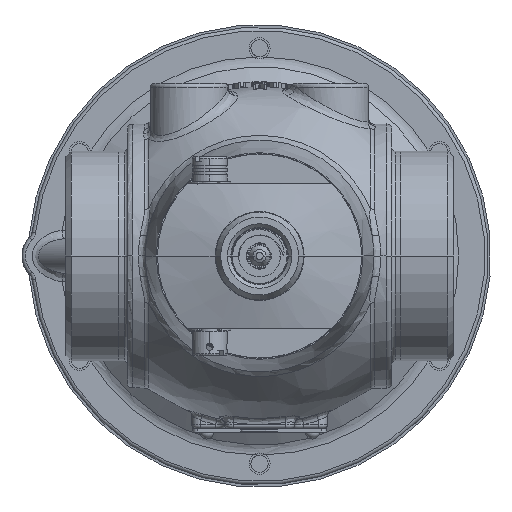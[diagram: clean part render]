
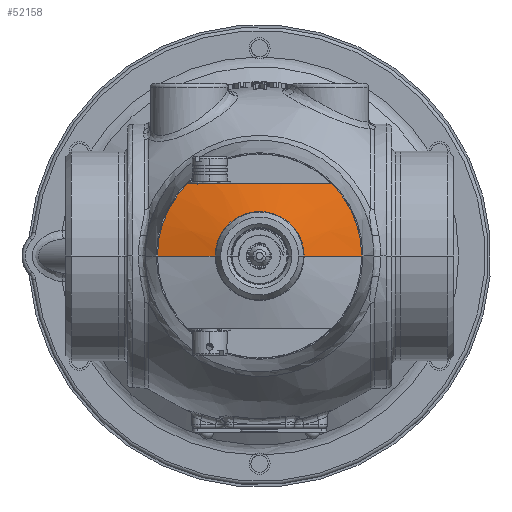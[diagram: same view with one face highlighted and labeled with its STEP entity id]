
A CAD part, front view. The second image highlights one B-rep face of the part: STEP entity #52158.
In plain terms, the highlighted conical face has half-angle 75 degrees and reference radius 20.824 mm.
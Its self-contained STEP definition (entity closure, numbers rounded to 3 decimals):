
#49933=CARTESIAN_POINT('',(0.,38.96,0.));
#49934=DIRECTION('',(0.,-1.,0.));
#49935=DIRECTION('',(1.,0.,0.));
#49936=AXIS2_PLACEMENT_3D('',#49933,#49934,#49935);
#49938=CARTESIAN_POINT('',(0.,34.579,0.));
#49939=DIRECTION('',(0.,-1.,0.));
#49940=DIRECTION('',(1.,0.,0.));
#49941=AXIS2_PLACEMENT_3D('',#49938,#49939,#49940);
#49943=CARTESIAN_POINT('',(20.512,34.579,20.5));
#49944=CARTESIAN_POINT('',(19.095,34.847,20.5));
#49945=CARTESIAN_POINT('',(16.4,35.33,20.5));
#49946=CARTESIAN_POINT('',(12.87,35.879,20.5));
#49947=CARTESIAN_POINT('',(9.578,36.303,20.5));
#49948=CARTESIAN_POINT('',(6.386,36.615,20.5));
#49949=CARTESIAN_POINT('',(3.202,36.811,20.5));
#49950=CARTESIAN_POINT('',(-0.004,36.879,20.5));
#49951=CARTESIAN_POINT('',(-3.21,36.811,20.5));
#49952=CARTESIAN_POINT('',(-6.394,36.615,20.5));
#49953=CARTESIAN_POINT('',(-9.583,36.303,20.5));
#49954=CARTESIAN_POINT('',(-12.871,35.879,20.5));
#49955=CARTESIAN_POINT('',(-16.399,35.33,20.5));
#49956=CARTESIAN_POINT('',(-19.094,34.848,20.5));
#49957=CARTESIAN_POINT('',(-20.512,34.579,20.5));
#49959=CARTESIAN_POINT('',(0.,34.579,0.));
#49960=DIRECTION('',(0.,-1.,0.));
#49961=DIRECTION('',(-0.707,0.,0.707));
#49962=AXIS2_PLACEMENT_3D('',#49959,#49960,#49961);
#49997=DIRECTION('',(0.966,0.259,0.));
#49998=VECTOR('',#49997,16.929);
#49999=CARTESIAN_POINT('',(-29.,34.579,0.));
#50000=LINE('',#49999,#49998);
#50027=DIRECTION('',(-0.966,0.259,0.));
#50028=VECTOR('',#50027,16.929);
#50029=CARTESIAN_POINT('',(29.,34.579,0.));
#50030=LINE('',#50029,#50028);
#51312=CARTESIAN_POINT('',(29.,34.579,0.));
#51314=VERTEX_POINT('',#51312);
#51338=CARTESIAN_POINT('',(-29.,34.579,0.));
#51340=VERTEX_POINT('',#51338);
#51441=CARTESIAN_POINT('',(-12.648,38.96,0.));
#51442=CARTESIAN_POINT('',(12.648,38.96,0.));
#51443=VERTEX_POINT('',#51441);
#51444=VERTEX_POINT('',#51442);
#51537=CARTESIAN_POINT('',(20.512,34.579,20.5));
#51538=VERTEX_POINT('',#51537);
#51539=CARTESIAN_POINT('',(-20.512,34.579,20.5));
#51540=VERTEX_POINT('',#51539);
#52142=CARTESIAN_POINT('',(0.,36.77,0.));
#52143=DIRECTION('',(0.,-1.,0.));
#52144=DIRECTION('',(-1.,0.,0.));
#52145=AXIS2_PLACEMENT_3D('',#52142,#52143,#52144);
#52146=CONICAL_SURFACE('',#52145,20.824,75.);
#52148=ORIENTED_EDGE('',*,*,#52147,.F.);
#52150=ORIENTED_EDGE('',*,*,#52149,.F.);
#52151=ORIENTED_EDGE('',*,*,#52098,.T.);
#52152=ORIENTED_EDGE('',*,*,#52131,.T.);
#52153=ORIENTED_EDGE('',*,*,#52105,.T.);
#52155=ORIENTED_EDGE('',*,*,#52154,.T.);
#52156=EDGE_LOOP('',(#52148,#52150,#52151,#52152,#52153,#52155));
#52157=FACE_OUTER_BOUND('',#52156,.F.);
#52158=ADVANCED_FACE('',(#52157),#52146,.T.);
#49937=CIRCLE('',#49936,12.648);
#49942=CIRCLE('',#49941,29.);
#49958=B_SPLINE_CURVE_WITH_KNOTS('',3,(#49943,#49944,#49945,#49946,#49947,
#49948,#49949,#49950,#49951,#49952,#49953,#49954,#49955,#49956,#49957),
.UNSPECIFIED.,.F.,.F.,(4,1,1,1,1,1,1,1,1,1,1,1,4),(0.,0.083,
0.167,0.25,0.333,0.417,0.5,
0.583,0.667,0.75,0.833,0.917,
1.),.UNSPECIFIED.);
#49963=CIRCLE('',#49962,29.);
#52098=EDGE_CURVE('',#51314,#51538,#49942,.T.);
#52105=EDGE_CURVE('',#51540,#51340,#49963,.T.);
#52131=EDGE_CURVE('',#51538,#51540,#49958,.T.);
#52147=EDGE_CURVE('',#51444,#51443,#49937,.T.);
#52149=EDGE_CURVE('',#51314,#51444,#50030,.T.);
#52154=EDGE_CURVE('',#51340,#51443,#50000,.T.);
